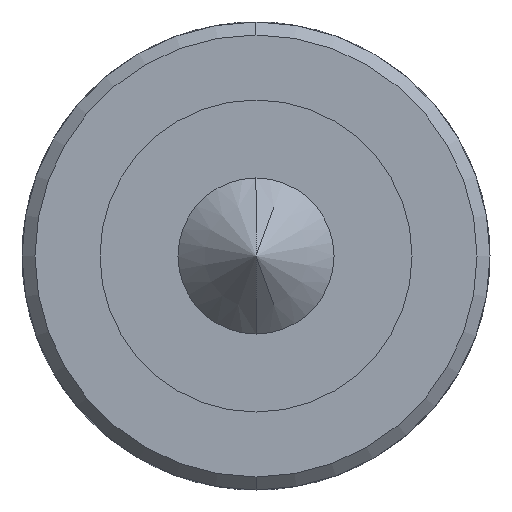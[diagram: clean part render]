
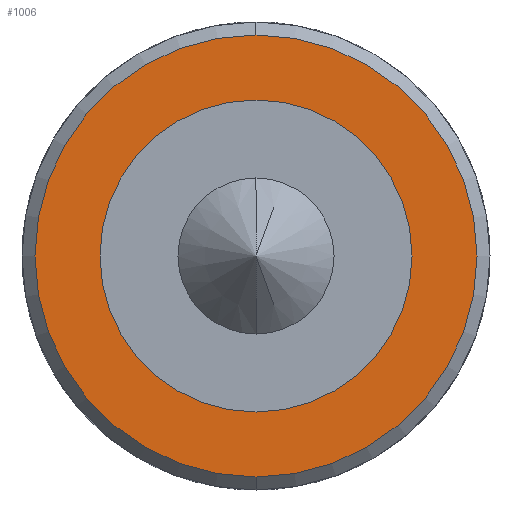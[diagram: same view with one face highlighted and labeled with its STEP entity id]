
A CAD part, left-side view. The second image highlights one B-rep face of the part: STEP entity #1006.
In plain terms, the highlighted planar face has unit normal (-1, 0, 0).
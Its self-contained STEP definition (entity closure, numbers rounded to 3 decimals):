
#37 = VERTEX_POINT ( 'NONE', #314 ) ;
#39 = VERTEX_POINT ( 'NONE', #322 ) ;
#55 = VERTEX_POINT ( 'NONE', #273 ) ;
#56 = VERTEX_POINT ( 'NONE', #272 ) ;
#69 = EDGE_LOOP ( 'NONE', ( #317, #485 ) ) ;
#70 = EDGE_LOOP ( 'NONE', ( #491, #487 ) ) ;
#100 = DIRECTION ( 'NONE',  ( 1., 0., 0. ) ) ;
#101 = CARTESIAN_POINT ( 'NONE',  ( -10., 0., 0. ) ) ;
#113 = DIRECTION ( 'NONE',  ( 0., 0., -1. ) ) ;
#128 = DIRECTION ( 'NONE',  ( 0., 0., -1. ) ) ;
#130 = DIRECTION ( 'NONE',  ( -1., 0., 0. ) ) ;
#134 = CARTESIAN_POINT ( 'NONE',  ( -10., 0., 0. ) ) ;
#160 = DIRECTION ( 'NONE',  ( 0., 0., -1. ) ) ;
#161 = DIRECTION ( 'NONE',  ( 1., 0., 0. ) ) ;
#162 = CARTESIAN_POINT ( 'NONE',  ( -10., 0., 0. ) ) ;
#169 = DIRECTION ( 'NONE',  ( 0., 0., -1. ) ) ;
#170 = DIRECTION ( 'NONE',  ( -1., 0., 0. ) ) ;
#173 = CARTESIAN_POINT ( 'NONE',  ( -10., 0., 0. ) ) ;
#272 = CARTESIAN_POINT ( 'NONE',  ( -10., 0., 6. ) ) ;
#273 = CARTESIAN_POINT ( 'NONE',  ( -10., 0., -6. ) ) ;
#314 = CARTESIAN_POINT ( 'NONE',  ( -10., 0., 8.5 ) ) ;
#317 = ORIENTED_EDGE ( 'NONE', *, *, #908, .T. ) ;
#322 = CARTESIAN_POINT ( 'NONE',  ( -10., 0., -8.5 ) ) ;
#381 = DIRECTION ( 'NONE',  ( 0., 0., -1. ) ) ;
#382 = DIRECTION ( 'NONE',  ( 1., 0., 0. ) ) ;
#383 = CARTESIAN_POINT ( 'NONE',  ( -10., -9., 0. ) ) ;
#384 = PLANE ( 'NONE',  #643 ) ;
#485 = ORIENTED_EDGE ( 'NONE', *, *, #881, .T. ) ;
#487 = ORIENTED_EDGE ( 'NONE', *, *, #911, .T. ) ;
#491 = ORIENTED_EDGE ( 'NONE', *, *, #889, .T. ) ;
#641 = FACE_BOUND ( 'NONE', #70, .T. ) ;
#643 = AXIS2_PLACEMENT_3D ( 'NONE', #383, #382, #381 ) ;
#670 = FACE_OUTER_BOUND ( 'NONE', #69, .T. ) ;
#677 = AXIS2_PLACEMENT_3D ( 'NONE', #162, #161, #160 ) ;
#683 = AXIS2_PLACEMENT_3D ( 'NONE', #134, #130, #128 ) ;
#684 = AXIS2_PLACEMENT_3D ( 'NONE', #173, #170, #169 ) ;
#688 = AXIS2_PLACEMENT_3D ( 'NONE', #101, #100, #113 ) ;
#840 = CIRCLE ( 'NONE', #677, 6. ) ;
#843 = CIRCLE ( 'NONE', #684, 8.5 ) ;
#851 = CIRCLE ( 'NONE', #688, 6. ) ;
#855 = CIRCLE ( 'NONE', #683, 8.5 ) ;
#881 = EDGE_CURVE ( 'NONE', #37, #39, #855, .T. ) ;
#889 = EDGE_CURVE ( 'NONE', #55, #56, #851, .T. ) ;
#908 = EDGE_CURVE ( 'NONE', #39, #37, #843, .T. ) ;
#911 = EDGE_CURVE ( 'NONE', #56, #55, #840, .T. ) ;
#1006 = ADVANCED_FACE ( 'NONE', ( #670, #641 ), #384, .F. ) ;
